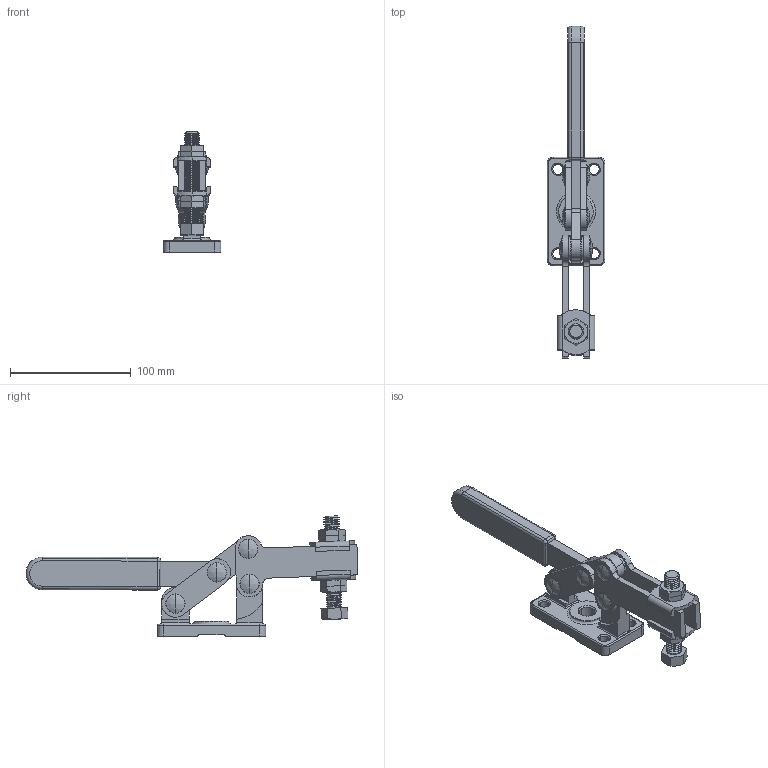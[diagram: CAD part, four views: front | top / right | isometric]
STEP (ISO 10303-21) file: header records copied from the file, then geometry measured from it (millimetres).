
FILE_DESCRIPTION((''),' ');
FILE_NAME('GH-204g.stp',' ',('stephen'),('BIB design'),' ','ACIS 14.0',' ');
FILE_SCHEMA(('automotive_design'));
Length unit declared in the file: inch
Products named in the file (20): Part_430; Part_431; Part_432; Part_959; Part_1104; Part_1103; Part_1053; Part_1097; Part_3784; Part_3779; Part_4320; Part_4403; Part_4600; Part_4627; Part_6042; Part_6387; Part_7964; Part_9580; Part_8718; Part_11992
Bounding box: 48 x 275.01 x 99.57 mm (x, y, z)
Volume: 179337.3 mm3; surface area: 85818.4 mm2
Topology: 20 solids, 20 shells, 656 faces, 1867 edges, 1260 vertices
Faces by surface type: revolution 376, bspline 86, plane 74, cylinder 58, torus 36, sphere 26
Entity records: 49938 total; most frequent: CARTESIAN_POINT 11931, PRESENTATION_STYLE_ASSIGNMENT 4299, COLOUR_RGB 4299, STYLED_ITEM 3784, ORIENTED_EDGE 3712, DIRECTION 2668, CURVE_STYLE 2371, EDGE_CURVE 1856
